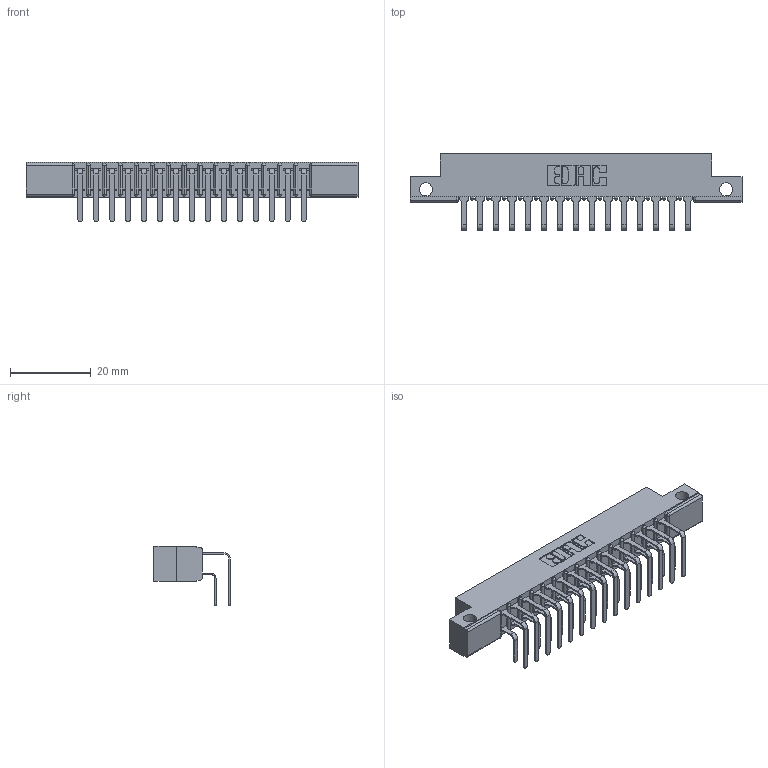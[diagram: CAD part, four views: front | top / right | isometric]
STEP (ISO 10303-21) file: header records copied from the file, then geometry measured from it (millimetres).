
FILE_DESCRIPTION (( 'STEP AP203' ), '1' );
FILE_NAME ('357-030-558-212.STEP', '2019-09-18T00:52:20', ( '' ), ( '' ), 'SwSTEP 2.0', 'SolidWorks 2016', '' );
FILE_SCHEMA (( 'CONFIG_CONTROL_DESIGN' ));
Length unit declared in the file: inch
Products named in the file (4): 307-290-001_558 559 - 1 (Single); 357-030-558-212; 307 Part_.128 Dia Side Mounting Holes; 307-290-001_558 - 2 (Single)
Assembly tree (31 placements, depth 2):
  357-030-558-212
    307 Part_.128 Dia Side Mounting Holes
    307-290-001_558 559 - 1 (Single)  x15
    307-290-001_558 - 2 (Single)  x15
Bounding box: 82.45 x 18.96 x 14.81 mm (x, y, z)
Volume: 5450.9 mm3; surface area: 9873 mm2
Topology: 31 solids, 31 shells, 1634 faces, 4583 edges, 2970 vertices
Faces by surface type: plane 1060, cylinder 542, sphere 32
Entity records: 18117 total; most frequent: CARTESIAN_POINT 2973, ORIENTED_EDGE 2942, DIRECTION 2923, EDGE_CURVE 1471, VECTOR 1115, LINE 1115, VERTEX_POINT 954, AXIS2_PLACEMENT_3D 904
